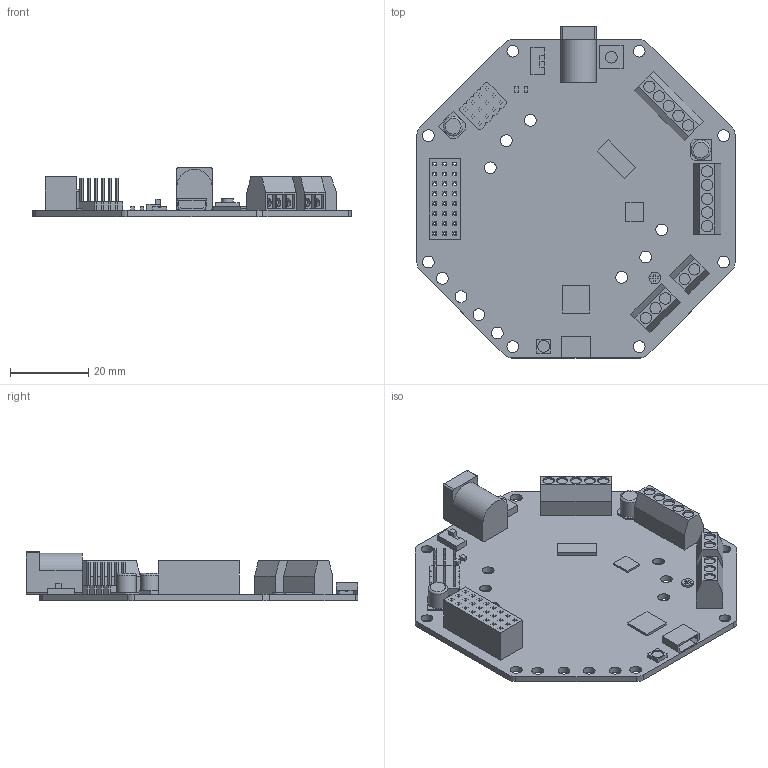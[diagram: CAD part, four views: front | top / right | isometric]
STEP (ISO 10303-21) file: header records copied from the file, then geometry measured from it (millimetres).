
FILE_DESCRIPTION(/* description */ (''),/* implementation_level */ '2;1');
FILE_NAME(/* name */ '3093 Crickit CPX.step',/* time_stamp */ '2018-07-07T12:29:05-04:00',/* author */ ('Adafruit'),/* organization */ (''),/* preprocessor_version */ 'ST-DEVELOPER v17',/* originating_system */ 'Autodesk Translation Framework v7.1.0.215',/* authorisation */ '');
FILE_SCHEMA (('AUTOMOTIVE_DESIGN { 1 0 10303 214 3 1 1 }'));
Length unit declared in the file: millimetre
Products named in the file (2): Crickit CPX; servo block
Assembly tree (1 placements, depth 2):
  Crickit CPX
    servo block
Bounding box: 81.28 x 84.78 x 12.6 mm (x, y, z)
Volume: 14161.6 mm3; surface area: 17782.3 mm2
Topology: 32 solids, 32 shells, 680 faces, 1597 edges, 1033 vertices
Faces by surface type: plane 558, cylinder 119, torus 2, sphere 1
Full cylindrical faces by diameter (mm): 1.27 x51, 2 x16, 2.87 x15, 3 x21, 5 x2, 6.5 x1
Entity records: 19597 total; most frequent: CARTESIAN_POINT 3312, DIRECTION 3210, ORIENTED_EDGE 3192, EDGE_CURVE 1596, LINE 1348, VECTOR 1348, VERTEX_POINT 1033, AXIS2_PLACEMENT_3D 931
